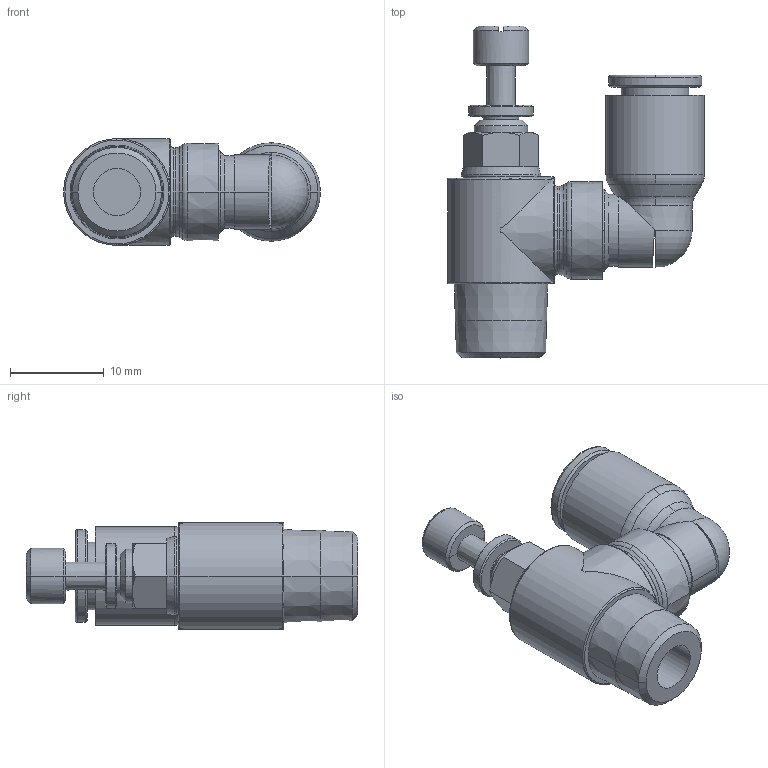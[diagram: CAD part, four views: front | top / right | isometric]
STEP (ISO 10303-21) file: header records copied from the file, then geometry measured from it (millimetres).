
FILE_DESCRIPTION(('STEP AP214'),'1');
FILE_NAME('7645_06_10.stp','2016-07-07T14:20:27',('TraceParts'),('TraceParts S.A.'),'Spatial InterOp 3D',' ',' ');
FILE_SCHEMA(('automotive_design'));
Length unit declared in the file: millimetre
Products named in the file (1): 1
Bounding box: 27.4 x 35.4 x 11.4 mm (x, y, z)
Volume: 3833.9 mm3; surface area: 2322.6 mm2
Topology: 1 solids, 1 shells, 141 faces, 350 edges, 221 vertices
Faces by surface type: cone 60, plane 27, cylinder 26, torus 26, revolution 2
Entity records: 4849 total; most frequent: CARTESIAN_POINT 1424, DIRECTION 782, ORIENTED_EDGE 696, EDGE_CURVE 348, AXIS2_PLACEMENT_3D 343, VERTEX_POINT 221, CIRCLE 203, EDGE_LOOP 153
